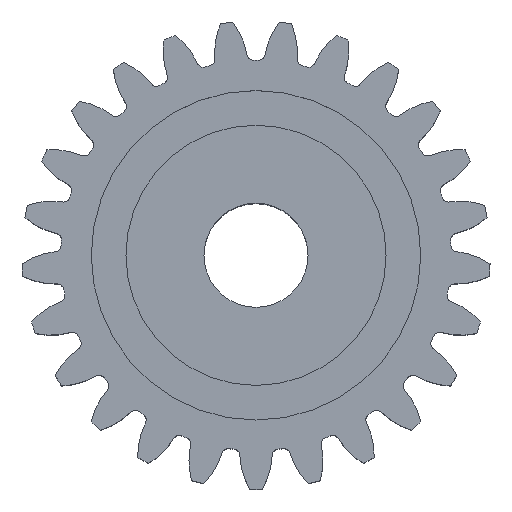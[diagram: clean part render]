
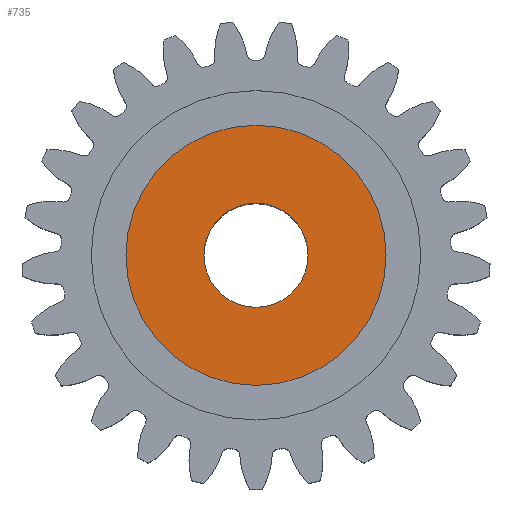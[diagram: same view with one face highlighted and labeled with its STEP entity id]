
A CAD part, top view. The second image highlights one B-rep face of the part: STEP entity #735.
In plain terms, the highlighted planar face has unit normal (0, 0, 1).
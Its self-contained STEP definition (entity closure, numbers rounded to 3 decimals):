
#51 = EDGE_LOOP ( 'NONE', ( #786, #788 ) ) ;
#568 = EDGE_CURVE ( 'NONE', #2302, #2309, #3462, .T. ) ;
#569 = ORIENTED_EDGE ( 'NONE', *, *, #568, .T. ) ;
#735 = ADVANCED_FACE ( 'NONE', ( #3669, #3745 ), #3670, .T. ) ;
#786 = ORIENTED_EDGE ( 'NONE', *, *, #797, .F. ) ;
#788 = ORIENTED_EDGE ( 'NONE', *, *, #2119, .F. ) ;
#797 = EDGE_CURVE ( 'NONE', #2110, #2114, #3987, .T. ) ;
#798 = EDGE_LOOP ( 'NONE', ( #569, #799 ) ) ;
#799 = ORIENTED_EDGE ( 'NONE', *, *, #2307, .T. ) ;
#2110 = VERTEX_POINT ( 'NONE', #5907 ) ;
#2114 = VERTEX_POINT ( 'NONE', #5929 ) ;
#2119 = EDGE_CURVE ( 'NONE', #2114, #2110, #5931, .T. ) ;
#2302 = VERTEX_POINT ( 'NONE', #6053 ) ;
#2307 = EDGE_CURVE ( 'NONE', #2309, #2302, #6051, .T. ) ;
#2309 = VERTEX_POINT ( 'NONE', #5712 ) ;
#3453 = DIRECTION ( 'NONE',  ( 1., 0., 0. ) ) ;
#3454 = DIRECTION ( 'NONE',  ( 0., 0., 1. ) ) ;
#3455 = AXIS2_PLACEMENT_3D ( 'NONE', #3470, #3454, #3453 ) ;
#3462 = CIRCLE ( 'NONE', #3455, 7.5 ) ;
#3470 = CARTESIAN_POINT ( 'NONE',  ( 0., 0., 9. ) ) ;
#3620 = AXIS2_PLACEMENT_3D ( 'NONE', #3737, #3753, #3664 ) ;
#3664 = DIRECTION ( 'NONE',  ( 1., 0., 0. ) ) ;
#3669 = FACE_BOUND ( 'NONE', #51, .T. ) ;
#3670 = PLANE ( 'NONE',  #3620 ) ;
#3737 = CARTESIAN_POINT ( 'NONE',  ( 0., 0., 9. ) ) ;
#3745 = FACE_OUTER_BOUND ( 'NONE', #798, .T. ) ;
#3753 = DIRECTION ( 'NONE',  ( 0., 0., 1. ) ) ;
#3973 = AXIS2_PLACEMENT_3D ( 'NONE', #4027, #4026, #4025 ) ;
#3987 = CIRCLE ( 'NONE', #3973, 3. ) ;
#4025 = DIRECTION ( 'NONE',  ( 1., 0., 0. ) ) ;
#4026 = DIRECTION ( 'NONE',  ( 0., 0., 1. ) ) ;
#4027 = CARTESIAN_POINT ( 'NONE',  ( 0., 0., 9. ) ) ;
#5712 = CARTESIAN_POINT ( 'NONE',  ( 7.5, 0., 9. ) ) ;
#5736 = DIRECTION ( 'NONE',  ( 1., 0., 0. ) ) ;
#5737 = DIRECTION ( 'NONE',  ( 0., 0., 1. ) ) ;
#5907 = CARTESIAN_POINT ( 'NONE',  ( 3., 0., 9. ) ) ;
#5920 = AXIS2_PLACEMENT_3D ( 'NONE', #5939, #5737, #5736 ) ;
#5929 = CARTESIAN_POINT ( 'NONE',  ( -3., 0., 9. ) ) ;
#5931 = CIRCLE ( 'NONE', #5920, 3. ) ;
#5939 = CARTESIAN_POINT ( 'NONE',  ( 0., 0., 9. ) ) ;
#6047 = DIRECTION ( 'NONE',  ( 1., 0., 0. ) ) ;
#6048 = DIRECTION ( 'NONE',  ( 0., 0., 1. ) ) ;
#6049 = CARTESIAN_POINT ( 'NONE',  ( 0., 0., 9. ) ) ;
#6050 = AXIS2_PLACEMENT_3D ( 'NONE', #6049, #6048, #6047 ) ;
#6051 = CIRCLE ( 'NONE', #6050, 7.5 ) ;
#6053 = CARTESIAN_POINT ( 'NONE',  ( -7.5, 0., 9. ) ) ;
